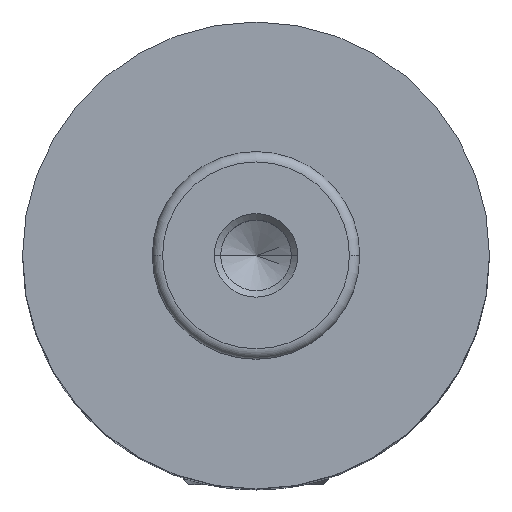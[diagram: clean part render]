
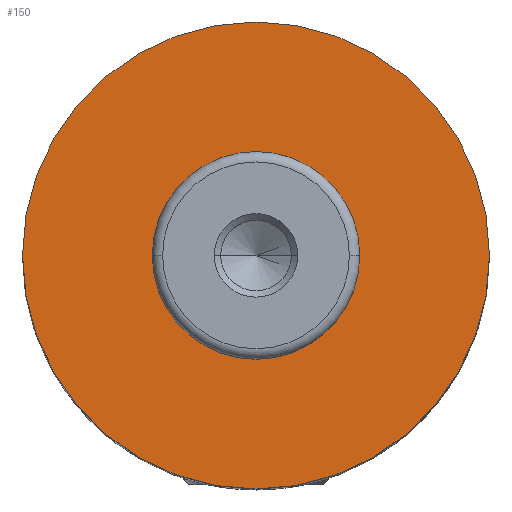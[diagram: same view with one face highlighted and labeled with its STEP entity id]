
A CAD part, top view. The second image highlights one B-rep face of the part: STEP entity #150.
In plain terms, the highlighted planar face has unit normal (0, 0, 1).
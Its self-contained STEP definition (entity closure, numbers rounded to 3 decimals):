
#8 = EDGE_CURVE ( 'NONE', #340, #703, #122, .T. ) ;
#11 = CARTESIAN_POINT ( 'NONE',  ( 0., 0., 54. ) ) ;
#56 = ORIENTED_EDGE ( 'NONE', *, *, #570, .T. ) ;
#84 = DIRECTION ( 'NONE',  ( 1., 0., 0. ) ) ;
#94 = ORIENTED_EDGE ( 'NONE', *, *, #1064, .F. ) ;
#122 = CIRCLE ( 'NONE', #357, 10. ) ;
#148 = DIRECTION ( 'NONE',  ( -1., 0., 0. ) ) ;
#150 = ADVANCED_FACE ( 'NONE', ( #438, #1344 ), #1622, .T. ) ;
#173 = CARTESIAN_POINT ( 'NONE',  ( -10., 0., 54. ) ) ;
#236 = DIRECTION ( 'NONE',  ( 0., 0., -1. ) ) ;
#340 = VERTEX_POINT ( 'NONE', #173 ) ;
#352 = VERTEX_POINT ( 'NONE', #504 ) ;
#357 = AXIS2_PLACEMENT_3D ( 'NONE', #760, #236, #1266 ) ;
#425 = DIRECTION ( 'NONE',  ( 0., 0., -1. ) ) ;
#426 = AXIS2_PLACEMENT_3D ( 'NONE', #1416, #651, #1536 ) ;
#438 = FACE_BOUND ( 'NONE', #1502, .T. ) ;
#459 = ORIENTED_EDGE ( 'NONE', *, *, #1533, .F. ) ;
#502 = CARTESIAN_POINT ( 'NONE',  ( 10., 0., 54. ) ) ;
#504 = CARTESIAN_POINT ( 'NONE',  ( 22.5, 0., 54. ) ) ;
#570 = EDGE_CURVE ( 'NONE', #703, #340, #941, .T. ) ;
#651 = DIRECTION ( 'NONE',  ( 0., 0., -1. ) ) ;
#703 = VERTEX_POINT ( 'NONE', #502 ) ;
#747 = AXIS2_PLACEMENT_3D ( 'NONE', #1197, #425, #1326 ) ;
#760 = CARTESIAN_POINT ( 'NONE',  ( 0., 0., 54. ) ) ;
#890 = VERTEX_POINT ( 'NONE', #1438 ) ;
#926 = DIRECTION ( 'NONE',  ( 0., 0., -1. ) ) ;
#941 = CIRCLE ( 'NONE', #1241, 10. ) ;
#954 = ORIENTED_EDGE ( 'NONE', *, *, #8, .T. ) ;
#1006 = CIRCLE ( 'NONE', #426, 22.5 ) ;
#1064 = EDGE_CURVE ( 'NONE', #890, #352, #1473, .T. ) ;
#1197 = CARTESIAN_POINT ( 'NONE',  ( 0., 0., 54. ) ) ;
#1241 = AXIS2_PLACEMENT_3D ( 'NONE', #11, #926, #148 ) ;
#1266 = DIRECTION ( 'NONE',  ( -1., 0., 0. ) ) ;
#1326 = DIRECTION ( 'NONE',  ( -1., 0., 0. ) ) ;
#1344 = FACE_OUTER_BOUND ( 'NONE', #1488, .T. ) ;
#1366 = DIRECTION ( 'NONE',  ( 0., 0., 1. ) ) ;
#1416 = CARTESIAN_POINT ( 'NONE',  ( 0., 0., 54. ) ) ;
#1438 = CARTESIAN_POINT ( 'NONE',  ( -22.5, 0., 54. ) ) ;
#1469 = AXIS2_PLACEMENT_3D ( 'NONE', #1495, #1366, #84 ) ;
#1473 = CIRCLE ( 'NONE', #747, 22.5 ) ;
#1488 = EDGE_LOOP ( 'NONE', ( #94, #459 ) ) ;
#1495 = CARTESIAN_POINT ( 'NONE',  ( -10., 0., 54. ) ) ;
#1502 = EDGE_LOOP ( 'NONE', ( #954, #56 ) ) ;
#1533 = EDGE_CURVE ( 'NONE', #352, #890, #1006, .T. ) ;
#1536 = DIRECTION ( 'NONE',  ( -1., 0., 0. ) ) ;
#1622 = PLANE ( 'NONE',  #1469 ) ;
